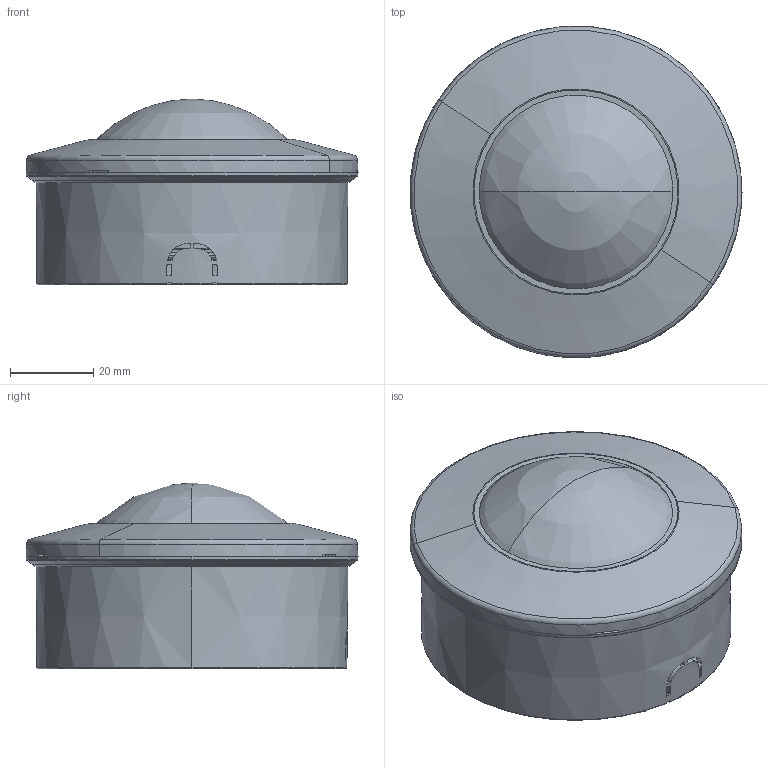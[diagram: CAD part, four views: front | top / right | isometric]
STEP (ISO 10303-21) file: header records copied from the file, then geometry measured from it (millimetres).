
FILE_DESCRIPTION (( 'STEP AP214' ), '1' );
FILE_NAME ('OCCPIRSS94B-2_3D.step', '2024-03-19T17:20:00', ( '' ), ( '' ), 'SwSTEP 2.0', 'SolidWorks 2022', '' );
FILE_SCHEMA (( 'AUTOMOTIVE_DESIGN' ));
Length unit declared in the file: inch
Products named in the file (9): PS-SS94B1^OCCPIRSS94B-2; dome^OCCPIRSS94B-2; PS-SS94B3^OCCPIRSS94B-2; PS-SS94B6^OCCPIRSS94B-2; PS-SS94B7^OCCPIRSS94B-2; PS-SS94B2^OCCPIRSS94B-2; PS-SS94B4^OCCPIRSS94B-2; OCCPIRSS94B-2_3D; PS-SS94B5^OCCPIRSS94B-2
Assembly tree (8 placements, depth 2):
  OCCPIRSS94B-2_3D
    PS-SS94B1^OCCPIRSS94B-2
    PS-SS94B2^OCCPIRSS94B-2
    PS-SS94B3^OCCPIRSS94B-2
    PS-SS94B4^OCCPIRSS94B-2
    PS-SS94B5^OCCPIRSS94B-2
    PS-SS94B6^OCCPIRSS94B-2
    PS-SS94B7^OCCPIRSS94B-2
    dome^OCCPIRSS94B-2
Bounding box: 79.9 x 79.9 x 44.76 mm (x, y, z)
Volume: 45073.2 mm3; surface area: 56954.6 mm2
Topology: 8 solids, 8 shells, 951 faces, 2425 edges, 1531 vertices
Faces by surface type: plane 410, cylinder 178, cone 161, bspline 125, torus 61, sphere 16
Entity records: 32088 total; most frequent: CARTESIAN_POINT 9582, ORIENTED_EDGE 4842, DIRECTION 4441, EDGE_CURVE 2421, AXIS2_PLACEMENT_3D 1665, VERTEX_POINT 1531, VECTOR 1111, LINE 1111
